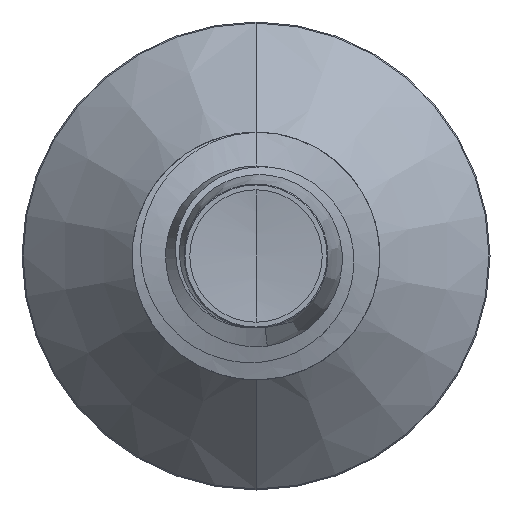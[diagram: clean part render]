
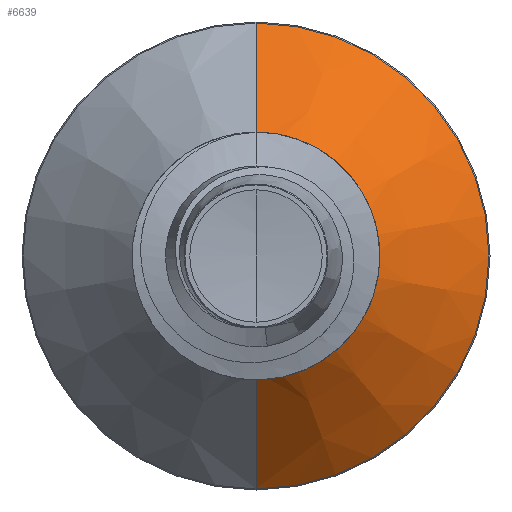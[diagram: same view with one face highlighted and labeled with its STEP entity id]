
A CAD part, front view. The second image highlights one B-rep face of the part: STEP entity #6639.
In plain terms, the highlighted conical face has half-angle 45 degrees and reference radius 0.841 mm.
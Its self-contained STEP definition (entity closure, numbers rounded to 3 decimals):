
#722 = VECTOR ( 'NONE', #2439, 1000. ) ;
#1066 = CARTESIAN_POINT ( 'NONE',  ( 0., 3.642, -1.692 ) ) ;
#1361 = DIRECTION ( 'NONE',  ( 0., 0.707, -0.707 ) ) ;
#1431 = CIRCLE ( 'NONE', #8705, 1.692 ) ;
#1599 = CARTESIAN_POINT ( 'NONE',  ( 0., 2.791, -0.841 ) ) ;
#1630 = CARTESIAN_POINT ( 'NONE',  ( 0., 2.791, 0.841 ) ) ;
#2342 = VECTOR ( 'NONE', #1361, 1000. ) ;
#2372 = CARTESIAN_POINT ( 'NONE',  ( 0., 2.791, 0.841 ) ) ;
#2439 = DIRECTION ( 'NONE',  ( 0., 0.707, 0.707 ) ) ;
#2673 = FACE_OUTER_BOUND ( 'NONE', #8723, .T. ) ;
#3488 = DIRECTION ( 'NONE',  ( 0., 1., 0. ) ) ;
#3749 = ORIENTED_EDGE ( 'NONE', *, *, #6447, .F. ) ;
#4229 = EDGE_CURVE ( 'NONE', #8788, #7397, #9337, .T. ) ;
#4377 = DIRECTION ( 'NONE',  ( 0., 1., 0. ) ) ;
#4442 = CARTESIAN_POINT ( 'NONE',  ( 0., 2.791, 0. ) ) ;
#4478 = DIRECTION ( 'NONE',  ( 0., 1., 0. ) ) ;
#5832 = ORIENTED_EDGE ( 'NONE', *, *, #4229, .T. ) ;
#5972 = EDGE_CURVE ( 'NONE', #8545, #7642, #9095, .T. ) ;
#6447 = EDGE_CURVE ( 'NONE', #7642, #7397, #1431, .T. ) ;
#6639 = ADVANCED_FACE ( 'NONE', ( #2673 ), #6904, .T. ) ;
#6904 = CONICAL_SURFACE ( 'NONE', #9056, 0.841, 0.785 ) ;
#7397 = VERTEX_POINT ( 'NONE', #1066 ) ;
#7642 = VERTEX_POINT ( 'NONE', #9771 ) ;
#8114 = CARTESIAN_POINT ( 'NONE',  ( 0., 3.642, 0. ) ) ;
#8136 = DIRECTION ( 'NONE',  ( 0., 0., 1. ) ) ;
#8545 = VERTEX_POINT ( 'NONE', #1630 ) ;
#8629 = CARTESIAN_POINT ( 'NONE',  ( 0., 2.791, 0. ) ) ;
#8664 = DIRECTION ( 'NONE',  ( 0., 0., 1. ) ) ;
#8705 = AXIS2_PLACEMENT_3D ( 'NONE', #8114, #3488, #8664 ) ;
#8723 = EDGE_LOOP ( 'NONE', ( #8982, #5832, #3749, #8877 ) ) ;
#8788 = VERTEX_POINT ( 'NONE', #10043 ) ;
#8877 = ORIENTED_EDGE ( 'NONE', *, *, #5972, .F. ) ;
#8982 = ORIENTED_EDGE ( 'NONE', *, *, #9680, .T. ) ;
#9056 = AXIS2_PLACEMENT_3D ( 'NONE', #4442, #4478, #8136 ) ;
#9095 = LINE ( 'NONE', #2372, #722 ) ;
#9154 = DIRECTION ( 'NONE',  ( 0., 0., 1. ) ) ;
#9165 = CIRCLE ( 'NONE', #9905, 0.841 ) ;
#9337 = LINE ( 'NONE', #1599, #2342 ) ;
#9680 = EDGE_CURVE ( 'NONE', #8545, #8788, #9165, .T. ) ;
#9771 = CARTESIAN_POINT ( 'NONE',  ( 0., 3.642, 1.692 ) ) ;
#9905 = AXIS2_PLACEMENT_3D ( 'NONE', #8629, #4377, #9154 ) ;
#10043 = CARTESIAN_POINT ( 'NONE',  ( 0., 2.791, -0.841 ) ) ;
